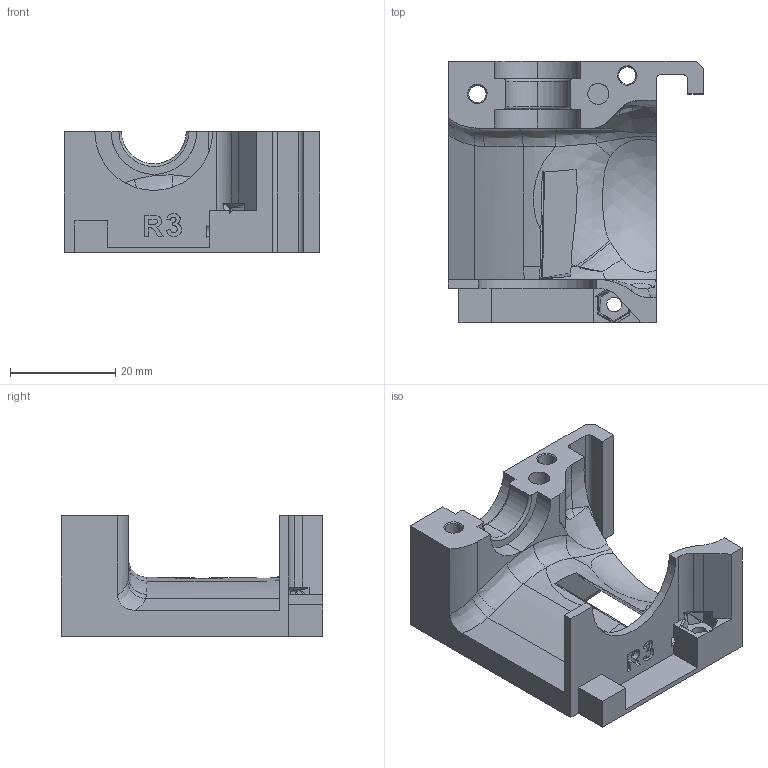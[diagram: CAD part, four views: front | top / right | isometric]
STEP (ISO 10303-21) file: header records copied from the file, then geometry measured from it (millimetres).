
FILE_DESCRIPTION (( 'STEP AP214' ), '1' );
FILE_NAME ('extruder-cover(R3).STEP', '2018-08-02T15:34:51', ( '' ), ( '' ), 'SwSTEP 2.0', 'SolidWorks 2017', '' );
FILE_SCHEMA (( 'AUTOMOTIVE_DESIGN' ));
Length unit declared in the file: inch
Products named in the file (1): extruder-cover(R3)
Bounding box: 48.5 x 49.75 x 23 mm (x, y, z)
Volume: 20020 mm3; surface area: 9770.9 mm2
Topology: 1 solids, 14 shells, 302 faces, 777 edges, 507 vertices
Faces by surface type: plane 151, cylinder 69, bspline 69, cone 13
Entity records: 14242 total; most frequent: CARTESIAN_POINT 7646, ORIENTED_EDGE 1550, DIRECTION 990, EDGE_CURVE 775, VERTEX_POINT 507, LINE 412, VECTOR 412, EDGE_LOOP 320
